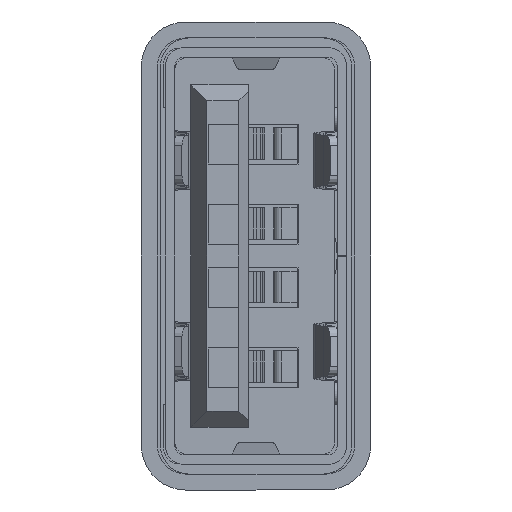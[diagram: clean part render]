
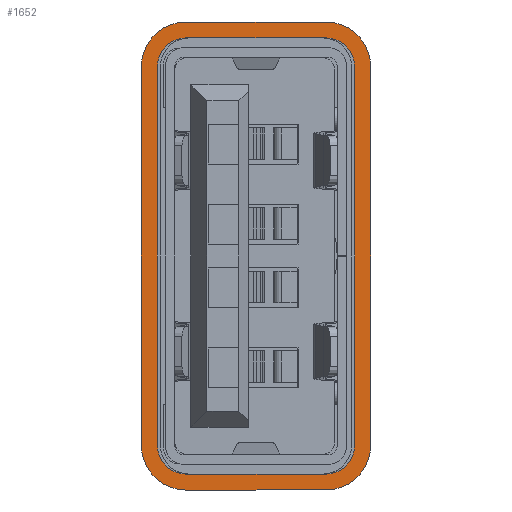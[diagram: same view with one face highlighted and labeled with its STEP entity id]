
A CAD part, left-side view. The second image highlights one B-rep face of the part: STEP entity #1652.
In plain terms, the highlighted face is planar.
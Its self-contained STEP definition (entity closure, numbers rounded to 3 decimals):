
#71 = DIRECTION ( 'NONE',  ( 0., 1., 0. ) ) ;
#880 = AXIS2_PLACEMENT_3D ( 'NONE', #11793, #3607, #15639 ) ;
#1397 = CARTESIAN_POINT ( 'NONE',  ( 5.95, -2.2, 0. ) ) ;
#1531 = VECTOR ( 'NONE', #2235, 1000. ) ;
#1562 = ORIENTED_EDGE ( 'NONE', *, *, #11108, .F. ) ;
#1652 = ADVANCED_FACE ( 'NONE', ( #22264, #23380 ), #32692, .F. ) ;
#1732 = CIRCLE ( 'NONE', #29636, 1.4 ) ;
#1998 = CIRCLE ( 'NONE', #29896, 0.9 ) ;
#2235 = DIRECTION ( 'NONE',  ( -1., 0., 0. ) ) ;
#2288 = CARTESIAN_POINT ( 'NONE',  ( 7.35, -2.2, 0. ) ) ;
#2319 = CARTESIAN_POINT ( 'NONE',  ( -5.95, -3.6, 0. ) ) ;
#2515 = DIRECTION ( 'NONE',  ( -1., 0., 0. ) ) ;
#3006 = LINE ( 'NONE', #13944, #8581 ) ;
#3087 = EDGE_CURVE ( 'NONE', #23159, #18650, #33191, .T. ) ;
#3542 = AXIS2_PLACEMENT_3D ( 'NONE', #27860, #4826, #14107 ) ;
#3607 = DIRECTION ( 'NONE',  ( 0., 0., 1. ) ) ;
#4138 = VERTEX_POINT ( 'NONE', #7775 ) ;
#4826 = DIRECTION ( 'NONE',  ( 0., 0., 1. ) ) ;
#4897 = CARTESIAN_POINT ( 'NONE',  ( 5.95, -2.2, 0. ) ) ;
#5426 = ORIENTED_EDGE ( 'NONE', *, *, #16851, .T. ) ;
#5428 = CARTESIAN_POINT ( 'NONE',  ( -5.95, -2.2, 0. ) ) ;
#5876 = DIRECTION ( 'NONE',  ( 0., 1., 0. ) ) ;
#6209 = CARTESIAN_POINT ( 'NONE',  ( -6.85, -2.2, 0. ) ) ;
#6314 = ORIENTED_EDGE ( 'NONE', *, *, #17352, .F. ) ;
#6592 = AXIS2_PLACEMENT_3D ( 'NONE', #1397, #19487, #28301 ) ;
#6609 = ORIENTED_EDGE ( 'NONE', *, *, #30955, .T. ) ;
#6920 = LINE ( 'NONE', #10739, #14982 ) ;
#6983 = CIRCLE ( 'NONE', #880, 0.9 ) ;
#7059 = ORIENTED_EDGE ( 'NONE', *, *, #25188, .F. ) ;
#7108 = VECTOR ( 'NONE', #7744, 1000. ) ;
#7693 = CARTESIAN_POINT ( 'NONE',  ( -5.95, -3.6, 0. ) ) ;
#7744 = DIRECTION ( 'NONE',  ( -1., 0., 0. ) ) ;
#7775 = CARTESIAN_POINT ( 'NONE',  ( 5.95, -3.6, 0. ) ) ;
#7875 = ORIENTED_EDGE ( 'NONE', *, *, #20429, .F. ) ;
#8111 = DIRECTION ( 'NONE',  ( 0., 0., 1. ) ) ;
#8313 = LINE ( 'NONE', #12704, #24410 ) ;
#8571 = CIRCLE ( 'NONE', #11087, 0.9 ) ;
#8581 = VECTOR ( 'NONE', #30405, 1000. ) ;
#8734 = VERTEX_POINT ( 'NONE', #18398 ) ;
#9111 = DIRECTION ( 'NONE',  ( 1., 0., 0. ) ) ;
#9368 = VERTEX_POINT ( 'NONE', #2288 ) ;
#9858 = LINE ( 'NONE', #7693, #16119 ) ;
#10043 = ORIENTED_EDGE ( 'NONE', *, *, #13793, .T. ) ;
#10086 = CARTESIAN_POINT ( 'NONE',  ( -7.35, -2.2, 0. ) ) ;
#10515 = EDGE_CURVE ( 'NONE', #31823, #8734, #8571, .T. ) ;
#10739 = CARTESIAN_POINT ( 'NONE',  ( -7.35, 2.2, 0. ) ) ;
#10788 = VERTEX_POINT ( 'NONE', #6209 ) ;
#10926 = ORIENTED_EDGE ( 'NONE', *, *, #28172, .F. ) ;
#11087 = AXIS2_PLACEMENT_3D ( 'NONE', #33367, #17994, #27441 ) ;
#11108 = EDGE_CURVE ( 'NONE', #10788, #17900, #1998, .T. ) ;
#11228 = AXIS2_PLACEMENT_3D ( 'NONE', #27624, #29219, #16564 ) ;
#11274 = CARTESIAN_POINT ( 'NONE',  ( -5.95, -2.2, 0. ) ) ;
#11691 = CARTESIAN_POINT ( 'NONE',  ( 5.95, 3.1, 0. ) ) ;
#11745 = EDGE_CURVE ( 'NONE', #9368, #12967, #8313, .T. ) ;
#11793 = CARTESIAN_POINT ( 'NONE',  ( 5.95, 2.2, 0. ) ) ;
#12409 = CARTESIAN_POINT ( 'NONE',  ( -5.95, -3.1, 0. ) ) ;
#12704 = CARTESIAN_POINT ( 'NONE',  ( 7.35, 2.2, 0. ) ) ;
#12967 = VERTEX_POINT ( 'NONE', #15260 ) ;
#13793 = EDGE_CURVE ( 'NONE', #17437, #4138, #9858, .T. ) ;
#13944 = CARTESIAN_POINT ( 'NONE',  ( -6.85, 2.2, 0. ) ) ;
#14107 = DIRECTION ( 'NONE',  ( -1., 0., 0. ) ) ;
#14326 = CARTESIAN_POINT ( 'NONE',  ( -5.95, 3.1, 0. ) ) ;
#14982 = VECTOR ( 'NONE', #29951, 1000. ) ;
#15260 = CARTESIAN_POINT ( 'NONE',  ( 7.35, 2.2, 0. ) ) ;
#15556 = EDGE_CURVE ( 'NONE', #17323, #23675, #30183, .T. ) ;
#15639 = DIRECTION ( 'NONE',  ( -1., 0., 0. ) ) ;
#16119 = VECTOR ( 'NONE', #16988, 1000. ) ;
#16380 = EDGE_CURVE ( 'NONE', #23675, #33722, #20453, .T. ) ;
#16462 = CARTESIAN_POINT ( 'NONE',  ( -5.95, -3.1, 0. ) ) ;
#16560 = CARTESIAN_POINT ( 'NONE',  ( -5.95, 3.6, 0. ) ) ;
#16564 = DIRECTION ( 'NONE',  ( 1., 0., 0. ) ) ;
#16717 = VECTOR ( 'NONE', #22564, 1000. ) ;
#16851 = EDGE_CURVE ( 'NONE', #4138, #9368, #26397, .T. ) ;
#16988 = DIRECTION ( 'NONE',  ( 1., 0., 0. ) ) ;
#17323 = VERTEX_POINT ( 'NONE', #17508 ) ;
#17352 = EDGE_CURVE ( 'NONE', #17900, #23159, #18092, .T. ) ;
#17437 = VERTEX_POINT ( 'NONE', #2319 ) ;
#17452 = AXIS2_PLACEMENT_3D ( 'NONE', #29366, #23964, #2515 ) ;
#17508 = CARTESIAN_POINT ( 'NONE',  ( 5.95, 3.6, 0. ) ) ;
#17835 = VECTOR ( 'NONE', #5876, 1000. ) ;
#17900 = VERTEX_POINT ( 'NONE', #12409 ) ;
#17994 = DIRECTION ( 'NONE',  ( 0., 0., 1. ) ) ;
#18008 = ORIENTED_EDGE ( 'NONE', *, *, #21162, .T. ) ;
#18092 = LINE ( 'NONE', #16462, #16717 ) ;
#18398 = CARTESIAN_POINT ( 'NONE',  ( -6.85, 2.2, 0. ) ) ;
#18650 = VERTEX_POINT ( 'NONE', #22094 ) ;
#18873 = ORIENTED_EDGE ( 'NONE', *, *, #11745, .T. ) ;
#19341 = AXIS2_PLACEMENT_3D ( 'NONE', #4897, #20781, #24136 ) ;
#19487 = DIRECTION ( 'NONE',  ( 0., 0., 1. ) ) ;
#20429 = EDGE_CURVE ( 'NONE', #27560, #33464, #6983, .T. ) ;
#20453 = CIRCLE ( 'NONE', #11228, 1.4 ) ;
#20650 = LINE ( 'NONE', #25660, #17835 ) ;
#20781 = DIRECTION ( 'NONE',  ( 0., 0., 1. ) ) ;
#21037 = ORIENTED_EDGE ( 'NONE', *, *, #15556, .T. ) ;
#21162 = EDGE_CURVE ( 'NONE', #33722, #22977, #6920, .T. ) ;
#21961 = EDGE_LOOP ( 'NONE', ( #29858, #21037, #28263, #18008, #6609, #10043, #5426, #18873 ) ) ;
#22094 = CARTESIAN_POINT ( 'NONE',  ( 6.85, -2.2, 0. ) ) ;
#22264 = FACE_BOUND ( 'NONE', #25904, .T. ) ;
#22564 = DIRECTION ( 'NONE',  ( 1., 0., 0. ) ) ;
#22752 = ORIENTED_EDGE ( 'NONE', *, *, #24238, .F. ) ;
#22977 = VERTEX_POINT ( 'NONE', #10086 ) ;
#23159 = VERTEX_POINT ( 'NONE', #33060 ) ;
#23187 = CARTESIAN_POINT ( 'NONE',  ( -7.35, 2.2, 0. ) ) ;
#23380 = FACE_OUTER_BOUND ( 'NONE', #21961, .T. ) ;
#23535 = EDGE_CURVE ( 'NONE', #12967, #17323, #26887, .T. ) ;
#23675 = VERTEX_POINT ( 'NONE', #16560 ) ;
#23964 = DIRECTION ( 'NONE',  ( 0., 0., -1. ) ) ;
#24136 = DIRECTION ( 'NONE',  ( 1., 0., 0. ) ) ;
#24238 = EDGE_CURVE ( 'NONE', #8734, #10788, #3006, .T. ) ;
#24410 = VECTOR ( 'NONE', #71, 1000. ) ;
#25188 = EDGE_CURVE ( 'NONE', #33464, #31823, #32981, .T. ) ;
#25660 = CARTESIAN_POINT ( 'NONE',  ( 6.85, 2.2, 0. ) ) ;
#25904 = EDGE_LOOP ( 'NONE', ( #22752, #27032, #7059, #7875, #10926, #29694, #6314, #1562 ) ) ;
#25906 = CARTESIAN_POINT ( 'NONE',  ( 6.85, 2.2, 0. ) ) ;
#26397 = CIRCLE ( 'NONE', #6592, 1.4 ) ;
#26887 = CIRCLE ( 'NONE', #3542, 1.4 ) ;
#27032 = ORIENTED_EDGE ( 'NONE', *, *, #10515, .F. ) ;
#27441 = DIRECTION ( 'NONE',  ( 1., 0., 0. ) ) ;
#27560 = VERTEX_POINT ( 'NONE', #25906 ) ;
#27624 = CARTESIAN_POINT ( 'NONE',  ( -5.95, 2.2, 0. ) ) ;
#27860 = CARTESIAN_POINT ( 'NONE',  ( 5.95, 2.2, 0. ) ) ;
#28172 = EDGE_CURVE ( 'NONE', #18650, #27560, #20650, .T. ) ;
#28263 = ORIENTED_EDGE ( 'NONE', *, *, #16380, .T. ) ;
#28301 = DIRECTION ( 'NONE',  ( 1., 0., 0. ) ) ;
#29219 = DIRECTION ( 'NONE',  ( 0., 0., 1. ) ) ;
#29366 = CARTESIAN_POINT ( 'NONE',  ( 5.95, 2.2, 0. ) ) ;
#29636 = AXIS2_PLACEMENT_3D ( 'NONE', #5428, #8111, #33363 ) ;
#29694 = ORIENTED_EDGE ( 'NONE', *, *, #3087, .F. ) ;
#29858 = ORIENTED_EDGE ( 'NONE', *, *, #23535, .T. ) ;
#29896 = AXIS2_PLACEMENT_3D ( 'NONE', #11274, #30517, #9111 ) ;
#29951 = DIRECTION ( 'NONE',  ( 0., -1., 0. ) ) ;
#30183 = LINE ( 'NONE', #31851, #1531 ) ;
#30405 = DIRECTION ( 'NONE',  ( 0., -1., 0. ) ) ;
#30517 = DIRECTION ( 'NONE',  ( 0., 0., 1. ) ) ;
#30955 = EDGE_CURVE ( 'NONE', #22977, #17437, #1732, .T. ) ;
#31823 = VERTEX_POINT ( 'NONE', #32135 ) ;
#31851 = CARTESIAN_POINT ( 'NONE',  ( -5.95, 3.6, 0. ) ) ;
#32135 = CARTESIAN_POINT ( 'NONE',  ( -5.95, 3.1, 0. ) ) ;
#32692 = PLANE ( 'NONE',  #17452 ) ;
#32981 = LINE ( 'NONE', #14326, #7108 ) ;
#33060 = CARTESIAN_POINT ( 'NONE',  ( 5.95, -3.1, 0. ) ) ;
#33191 = CIRCLE ( 'NONE', #19341, 0.9 ) ;
#33363 = DIRECTION ( 'NONE',  ( 1., 0., 0. ) ) ;
#33367 = CARTESIAN_POINT ( 'NONE',  ( -5.95, 2.2, 0. ) ) ;
#33464 = VERTEX_POINT ( 'NONE', #11691 ) ;
#33722 = VERTEX_POINT ( 'NONE', #23187 ) ;
